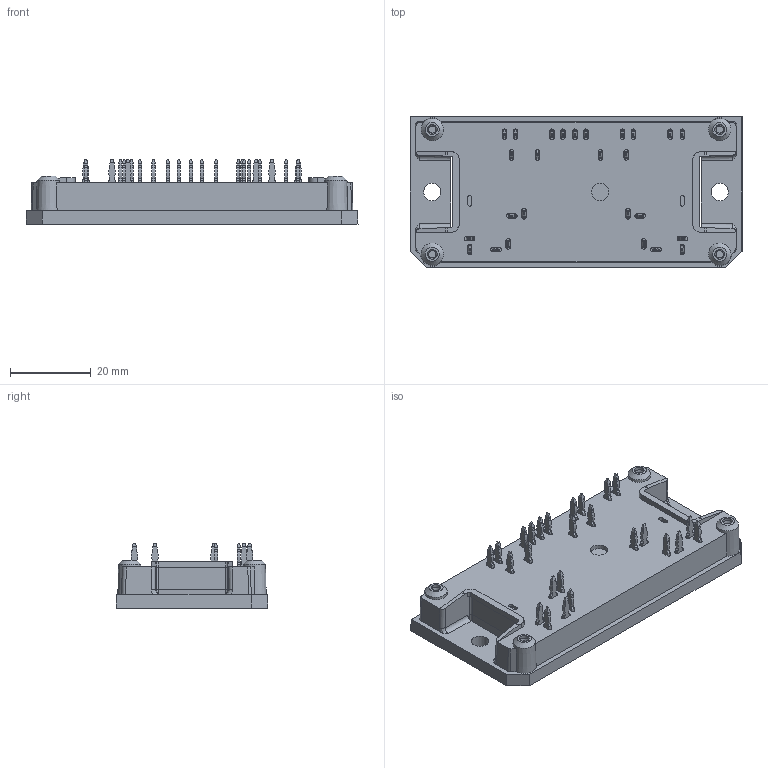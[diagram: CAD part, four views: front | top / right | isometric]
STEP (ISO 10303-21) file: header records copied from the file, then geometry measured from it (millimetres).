
FILE_DESCRIPTION(/* description */ ('Unknown'),/* implementation_level */ '2;1');
FILE_NAME(/* name */ 'Flow1-4T12Y-LP20(260)-01-OL',/* time_stamp */ '2019-10-31T08:38:46+01:00',/* author */ ('Unknown'),/* organization */ ('Unknown'),/* preprocessor_version */ 'ST-DEVELOPER v16.7',/* originating_system */ 'DEX',/* authorisation */ $);
FILE_SCHEMA (('AUTOMOTIVE_DESIGN {1 0 10303 214 3 1 1}'));
Length unit declared in the file: millimetre
Products named in the file (1): Flow1-4T12Y-LP20-OL
Bounding box: 82 x 37.4 x 16.23 mm (x, y, z)
Volume: 25873.3 mm3; surface area: 11335.6 mm2
Topology: 1 solids, 1 shells, 877 faces, 2418 edges, 1603 vertices
Faces by surface type: plane 536, cylinder 317, cone 20, bspline 4
Full cylindrical faces by diameter (mm): 2.4 x4, 4.3 x3
Entity records: 33918 total; most frequent: CARTESIAN_POINT 4938, DIRECTION 4788, ORIENTED_EDGE 4756, EDGE_CURVE 2378, LINE 1692, VECTOR 1692, VERTEX_POINT 1586, AXIS2_PLACEMENT_3D 1548
